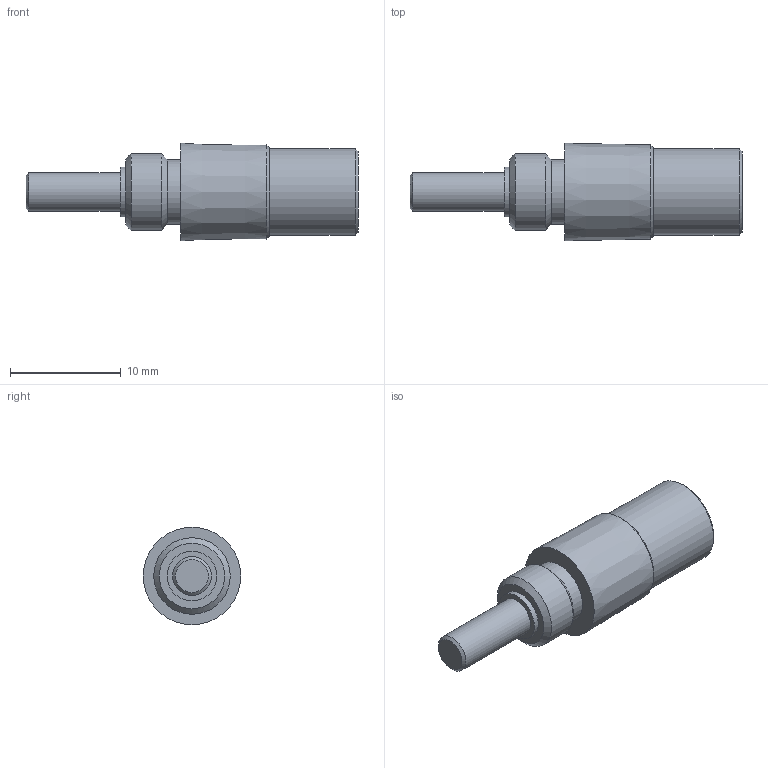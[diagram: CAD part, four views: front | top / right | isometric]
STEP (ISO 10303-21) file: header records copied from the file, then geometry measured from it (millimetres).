
FILE_DESCRIPTION(/* description */ (''),/* implementation_level */ '2;1');
FILE_NAME(/* name */ 'SKM-88 v1.step',/* time_stamp */ '2023-09-08T16:35:43-07:00',/* author */ (''),/* organization */ (''),/* preprocessor_version */ 'ST-DEVELOPER v20',/* originating_system */ 'Autodesk Translation Framework v12.9.0.99',/* authorisation */ '');
FILE_SCHEMA (('AUTOMOTIVE_DESIGN { 1 0 10303 214 3 1 1 }'));
Length unit declared in the file: millimetre
Products named in the file (3): SKM-88; Body; Plunger
Assembly tree (2 placements, depth 2):
  SKM-88
    Body
    Plunger
Bounding box: 30 x 8.8 x 8.8 mm (x, y, z)
Volume: 1233.8 mm3; surface area: 986.3 mm2
Topology: 2 solids, 2 shells, 21 faces, 34 edges, 22 vertices
Faces by surface type: plane 9, cone 6, cylinder 6
Full cylindrical faces by diameter (mm): 3.5 x2, 4.5 x1, 5.8 x1, 6.908 x1, 7.8 x1
Entity records: 589 total; most frequent: DIRECTION 108, CARTESIAN_POINT 82, ORIENTED_EDGE 68, AXIS2_PLACEMENT_3D 48, EDGE_CURVE 34, EDGE_LOOP 26, CIRCLE 22, VERTEX_POINT 22
